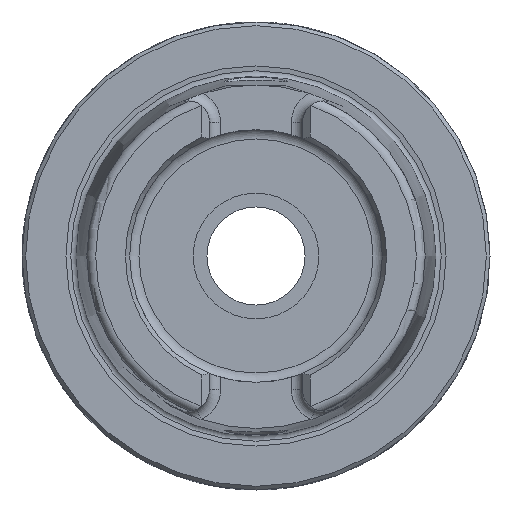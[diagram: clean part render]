
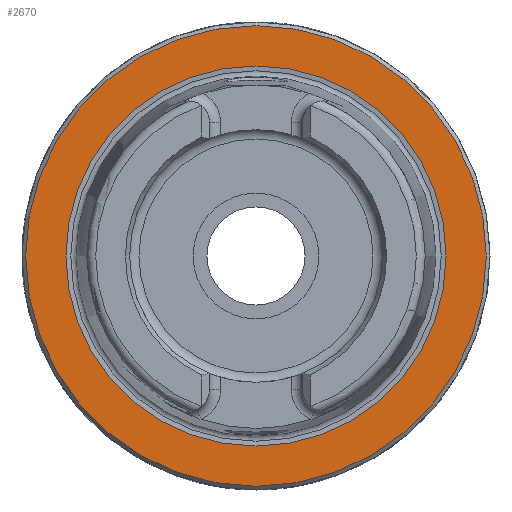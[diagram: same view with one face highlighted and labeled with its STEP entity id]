
A CAD part, left-side view. The second image highlights one B-rep face of the part: STEP entity #2670.
In plain terms, the highlighted planar face has unit normal (-1, 0, 0).
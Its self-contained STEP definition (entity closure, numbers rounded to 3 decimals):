
#160=FACE_BOUND('',#479,.T.);
#202=PLANE('',#3049);
#333=FACE_OUTER_BOUND('',#478,.T.);
#478=EDGE_LOOP('',(#2471,#2472));
#479=EDGE_LOOP('',(#2473,#2474));
#931=CIRCLE('',#3046,25.588);
#932=CIRCLE('',#3047,25.588);
#934=CIRCLE('',#3050,31.);
#935=CIRCLE('',#3051,31.);
#1227=VERTEX_POINT('',#5563);
#1228=VERTEX_POINT('',#5565);
#1229=VERTEX_POINT('',#5570);
#1230=VERTEX_POINT('',#5571);
#1644=EDGE_CURVE('',#1228,#1227,#931,.T.);
#1645=EDGE_CURVE('',#1227,#1228,#932,.T.);
#1647=EDGE_CURVE('',#1229,#1230,#934,.T.);
#1648=EDGE_CURVE('',#1230,#1229,#935,.T.);
#2471=ORIENTED_EDGE('',*,*,#1647,.F.);
#2472=ORIENTED_EDGE('',*,*,#1648,.F.);
#2473=ORIENTED_EDGE('',*,*,#1644,.T.);
#2474=ORIENTED_EDGE('',*,*,#1645,.T.);
#2670=ADVANCED_FACE('',(#333,#160),#202,.T.);
#3046=AXIS2_PLACEMENT_3D('',#5566,#3879,#3880);
#3047=AXIS2_PLACEMENT_3D('',#5567,#3881,#3882);
#3049=AXIS2_PLACEMENT_3D('',#5569,#3885,#3886);
#3050=AXIS2_PLACEMENT_3D('',#5572,#3887,#3888);
#3051=AXIS2_PLACEMENT_3D('',#5573,#3889,#3890);
#3879=DIRECTION('center_axis',(1.,0.,0.));
#3880=DIRECTION('ref_axis',(0.,0.,-1.));
#3881=DIRECTION('center_axis',(1.,0.,0.));
#3882=DIRECTION('ref_axis',(0.,0.,-1.));
#3885=DIRECTION('center_axis',(-1.,0.,0.));
#3886=DIRECTION('ref_axis',(0.,0.,1.));
#3887=DIRECTION('center_axis',(1.,0.,0.));
#3888=DIRECTION('ref_axis',(0.,0.,-1.));
#3889=DIRECTION('center_axis',(1.,0.,0.));
#3890=DIRECTION('ref_axis',(0.,0.,-1.));
#5563=CARTESIAN_POINT('',(0.,-25.588,0.));
#5565=CARTESIAN_POINT('',(0.,25.588,0.));
#5566=CARTESIAN_POINT('Origin',(0.,0.,0.));
#5567=CARTESIAN_POINT('Origin',(0.,0.,0.));
#5569=CARTESIAN_POINT('Origin',(0.,31.,0.));
#5570=CARTESIAN_POINT('',(0.,31.,0.));
#5571=CARTESIAN_POINT('',(0.,-31.,0.));
#5572=CARTESIAN_POINT('Origin',(0.,0.,0.));
#5573=CARTESIAN_POINT('Origin',(0.,0.,0.));
